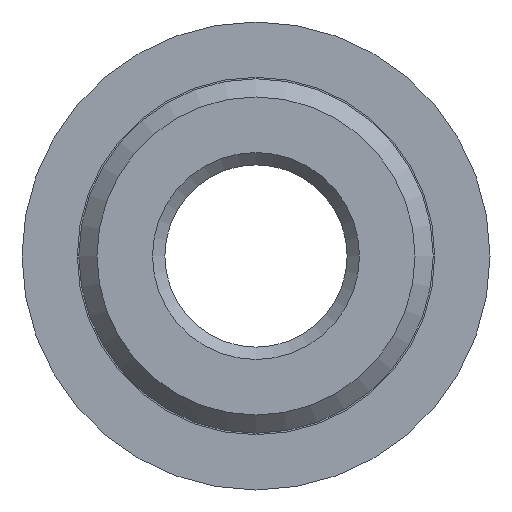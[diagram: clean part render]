
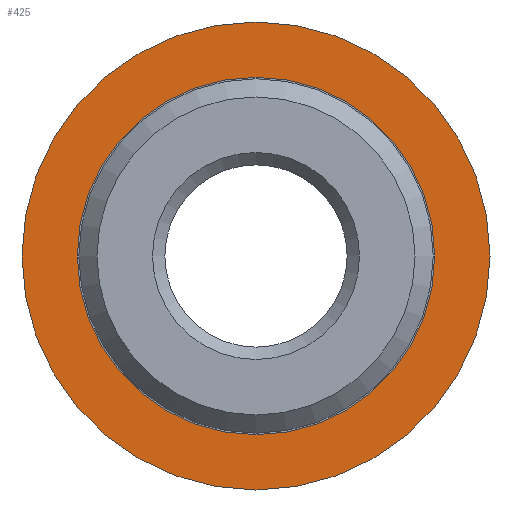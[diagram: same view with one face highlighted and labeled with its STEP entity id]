
A CAD part, front view. The second image highlights one B-rep face of the part: STEP entity #425.
In plain terms, the highlighted face is planar.
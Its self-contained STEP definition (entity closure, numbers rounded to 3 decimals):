
#55=PLANE('',#505);
#76=CIRCLE('',#500,8.4);
#78=CIRCLE('',#503,11.);
#182=ORIENTED_EDGE('',*,*,#235,.F.);
#183=ORIENTED_EDGE('',*,*,#237,.T.);
#235=EDGE_CURVE('',#270,#270,#76,.T.);
#237=EDGE_CURVE('',#272,#272,#78,.T.);
#270=VERTEX_POINT('',#808);
#272=VERTEX_POINT('',#813);
#336=EDGE_LOOP('',(#182));
#337=EDGE_LOOP('',(#183));
#378=FACE_BOUND('',#336,.T.);
#379=FACE_BOUND('',#337,.T.);
#425=ADVANCED_FACE('',(#378,#379),#55,.T.);
#500=AXIS2_PLACEMENT_3D('',#807,#610,#611);
#503=AXIS2_PLACEMENT_3D('',#812,#616,#617);
#505=AXIS2_PLACEMENT_3D('',#816,#620,#621);
#610=DIRECTION('',(0.,0.,1.));
#611=DIRECTION('',(1.,0.,0.));
#616=DIRECTION('',(0.,0.,1.));
#617=DIRECTION('',(1.,0.,0.));
#620=DIRECTION('',(0.,0.,1.));
#621=DIRECTION('',(1.,0.,0.));
#807=CARTESIAN_POINT('',(0.,0.,2.));
#808=CARTESIAN_POINT('',(8.4,0.,2.));
#812=CARTESIAN_POINT('',(0.,0.,2.));
#813=CARTESIAN_POINT('',(11.,0.,2.));
#816=CARTESIAN_POINT('',(0.,0.,2.));
